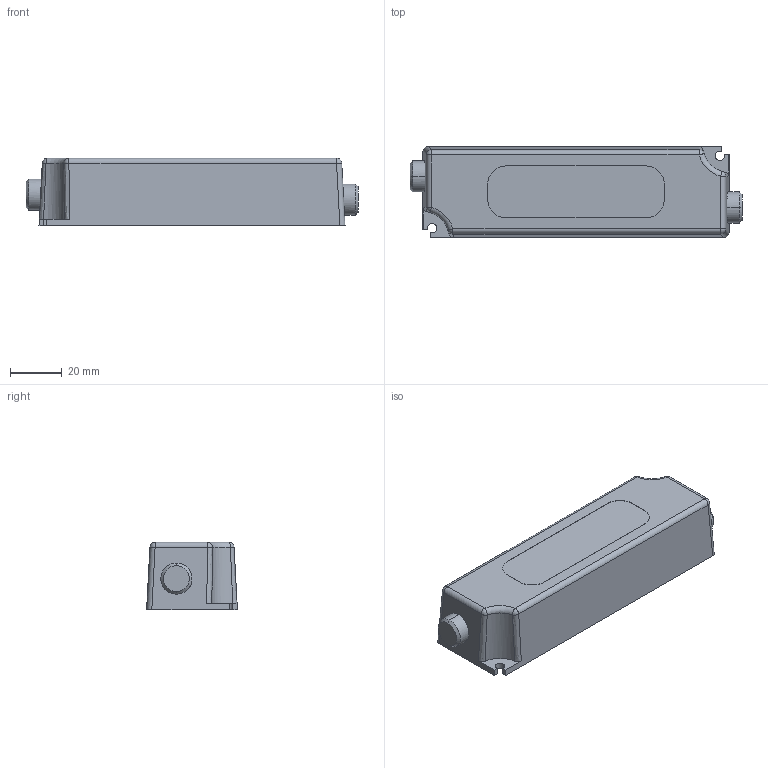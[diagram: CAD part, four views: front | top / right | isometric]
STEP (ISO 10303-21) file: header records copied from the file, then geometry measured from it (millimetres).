
FILE_DESCRIPTION (( 'STEP AP203' ), '1' );
FILE_NAME ('700.024.020.STEP', '2018-03-09T13:30:53', ( '' ), ( '' ), 'SwSTEP 2.0', 'SolidWorks 2016', '' );
FILE_SCHEMA (( 'CONFIG_CONTROL_DESIGN' ));
Length unit declared in the file: millimetre
Products named in the file (1): 700.024.020
Bounding box: 128 x 35 x 26 mm (x, y, z)
Volume: 99693.6 mm3; surface area: 15552.9 mm2
Topology: 1 solids, 1 shells, 57 faces, 134 edges, 82 vertices
Faces by surface type: cylinder 22, plane 19, sphere 6, cone 4, bspline 4, torus 2
Entity records: 1781 total; most frequent: CARTESIAN_POINT 420, DIRECTION 276, ORIENTED_EDGE 268, EDGE_CURVE 134, AXIS2_PLACEMENT_3D 106, VERTEX_POINT 82, VECTOR 64, LINE 64
